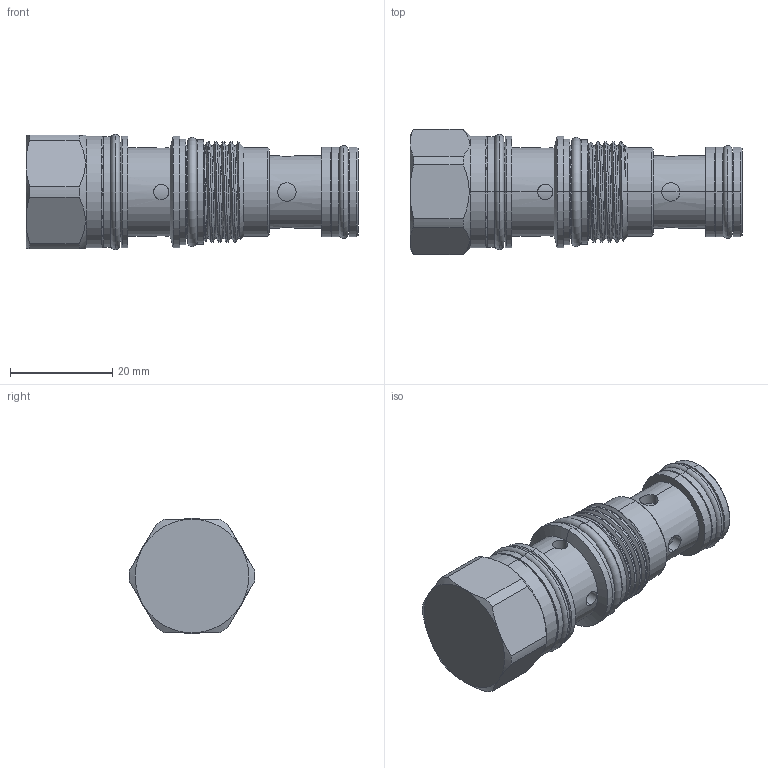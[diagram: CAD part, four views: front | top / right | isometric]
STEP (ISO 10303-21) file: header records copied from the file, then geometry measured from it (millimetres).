
FILE_DESCRIPTION (( 'STEP AP203' ), '1' );
FILE_NAME ('LS11A32-N.STEP', '2020-04-15T07:13:54', ( '' ), ( '' ), 'SwSTEP 2.0', 'SolidWorks 2018', '' );
FILE_SCHEMA (( 'CONFIG_CONTROL_DESIGN' ));
Length unit declared in the file: millimetre
Products named in the file (1): LS11A32-N
Bounding box: 64.97 x 24.59 x 22.56 mm (x, y, z)
Volume: 18543.7 mm3; surface area: 7539.4 mm2
Topology: 4 solids, 4 shells, 175 faces, 392 edges, 242 vertices
Faces by surface type: cylinder 90, plane 39, cone 23, torus 20, bspline 3
Entity records: 8358 total; most frequent: CARTESIAN_POINT 4459, DIRECTION 809, ORIENTED_EDGE 784, EDGE_CURVE 392, AXIS2_PLACEMENT_3D 339, VERTEX_POINT 242, EDGE_LOOP 198, ADVANCED_FACE 175
